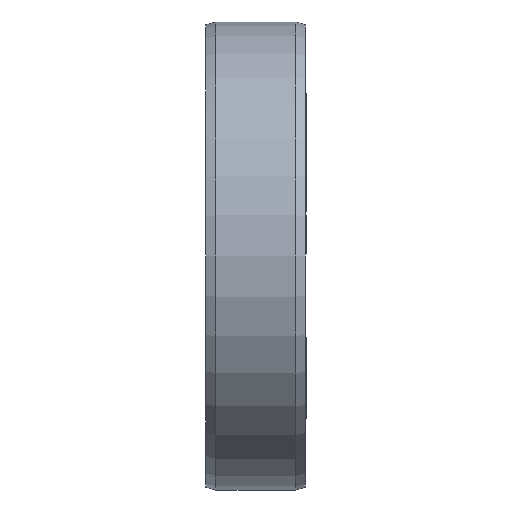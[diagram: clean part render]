
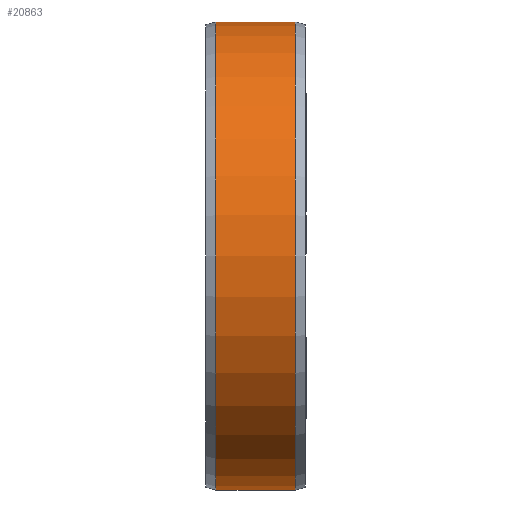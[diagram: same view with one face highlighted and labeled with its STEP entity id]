
A CAD part, left-side view. The second image highlights one B-rep face of the part: STEP entity #20863.
In plain terms, the highlighted cylindrical face has radius 23.5 mm (diameter 47 mm), a partial arc.
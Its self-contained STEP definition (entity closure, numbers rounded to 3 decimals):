
#20139=CARTESIAN_POINT('',(0.,-4.,0.));
#20140=DIRECTION('',(0.,1.,0.));
#20141=DIRECTION('',(0.,0.,-1.));
#20142=AXIS2_PLACEMENT_3D('',#20139,#20140,#20141);
#20147=DIRECTION('',(0.,1.,0.));
#20148=VECTOR('',#20147,8.);
#20149=CARTESIAN_POINT('',(0.,-4.,-23.5));
#20150=LINE('',#20149,#20148);
#20162=DIRECTION('',(0.,1.,0.));
#20163=VECTOR('',#20162,8.);
#20164=CARTESIAN_POINT('',(0.,-4.,23.5));
#20165=LINE('',#20164,#20163);
#20191=CARTESIAN_POINT('',(0.,4.,0.));
#20192=DIRECTION('',(0.,1.,0.));
#20193=DIRECTION('',(0.,0.,-1.));
#20194=AXIS2_PLACEMENT_3D('',#20191,#20192,#20193);
#20500=CARTESIAN_POINT('',(0.,-4.,-23.5));
#20502=VERTEX_POINT('',#20500);
#20503=CARTESIAN_POINT('',(0.,4.,-23.5));
#20504=VERTEX_POINT('',#20503);
#20544=CARTESIAN_POINT('',(0.,-4.,23.5));
#20546=VERTEX_POINT('',#20544);
#20547=CARTESIAN_POINT('',(0.,4.,23.5));
#20548=VERTEX_POINT('',#20547);
#20849=CARTESIAN_POINT('',(0.,-5.5,0.));
#20850=DIRECTION('',(0.,1.,0.));
#20851=DIRECTION('',(0.,0.,-1.));
#20852=AXIS2_PLACEMENT_3D('',#20849,#20850,#20851);
#20853=CYLINDRICAL_SURFACE('',#20852,23.5);
#20855=ORIENTED_EDGE('',*,*,#20854,.T.);
#20857=ORIENTED_EDGE('',*,*,#20856,.T.);
#20859=ORIENTED_EDGE('',*,*,#20858,.F.);
#20860=ORIENTED_EDGE('',*,*,#20842,.F.);
#20861=EDGE_LOOP('',(#20855,#20857,#20859,#20860));
#20862=FACE_OUTER_BOUND('',#20861,.F.);
#20143=CIRCLE('',#20142,23.5);
#20195=CIRCLE('',#20194,23.5);
#20842=EDGE_CURVE('',#20502,#20546,#20143,.T.);
#20854=EDGE_CURVE('',#20502,#20504,#20150,.T.);
#20856=EDGE_CURVE('',#20504,#20548,#20195,.T.);
#20858=EDGE_CURVE('',#20546,#20548,#20165,.T.);
#20863=ADVANCED_FACE('',(#20862),#20853,.T.);
